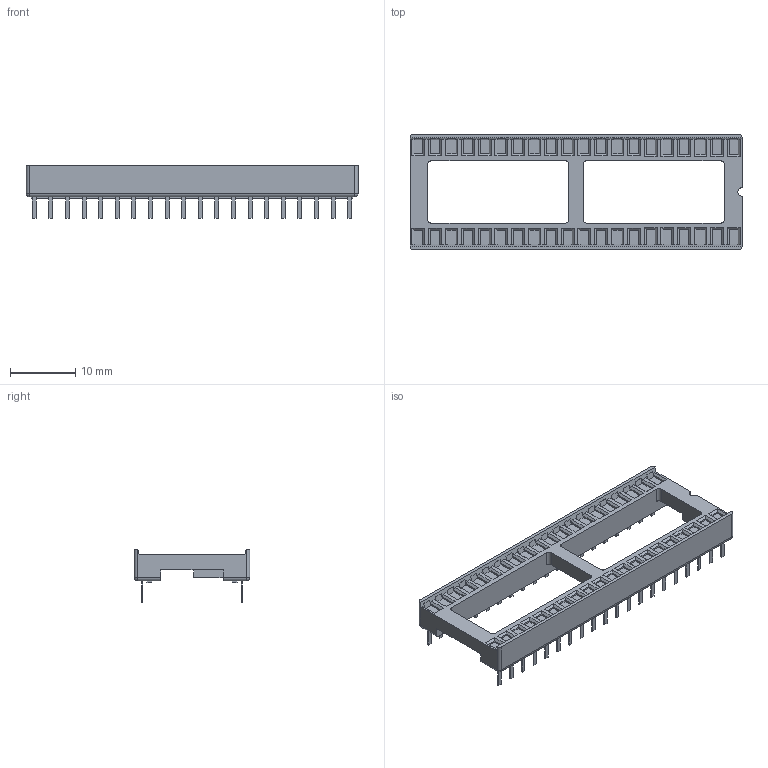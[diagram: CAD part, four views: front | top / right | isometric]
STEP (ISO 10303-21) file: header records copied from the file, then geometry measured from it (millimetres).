
FILE_DESCRIPTION(('FreeCAD Model'),'2;1');
FILE_NAME('Open CASCADE Shape Model','2025-01-22T20:16:14',('Author'),( ''),'Open CASCADE STEP processor 7.6','FreeCAD','Unknown');
FILE_SCHEMA(('AUTOMOTIVE_DESIGN { 1 0 10303 214 1 1 1 1 }'));
Length unit declared in the file: millimetre
Products named in the file (1): 1
Bounding box: 50.8 x 17.7 x 8.1 mm (x, y, z)
Volume: 1841.8 mm3; surface area: 2468.3 mm2
Topology: 1 solids, 1 shells, 781 faces, 2045 edges, 1306 vertices
Faces by surface type: plane 757, cylinder 20, sphere 4
Entity records: 25616 total; most frequent: CARTESIAN_POINT 4133, ORIENTED_EDGE 4090, DIRECTION 3649, EDGE_CURVE 2045, LINE 2005, VECTOR 2005, VERTEX_POINT 1306, FACE_BOUND 825
